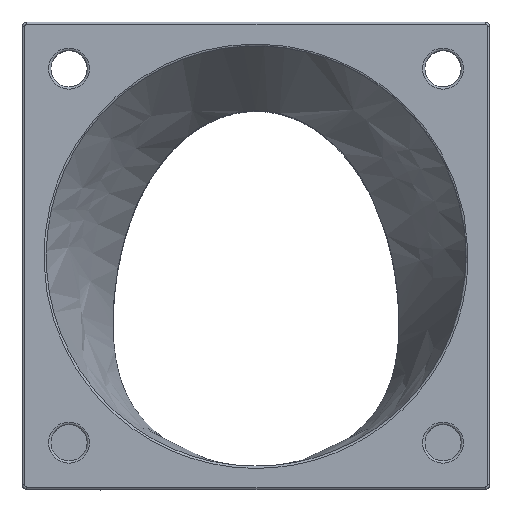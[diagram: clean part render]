
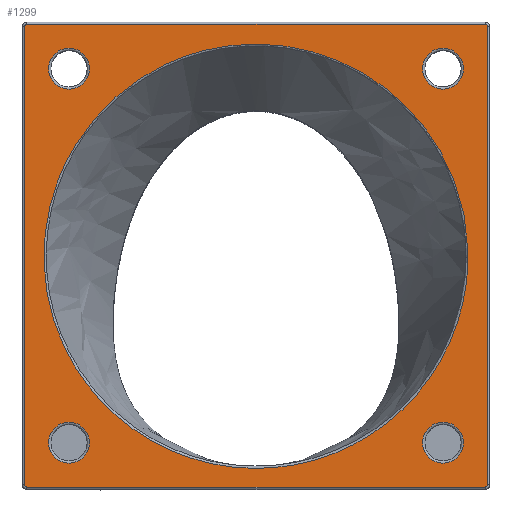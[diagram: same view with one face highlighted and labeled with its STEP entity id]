
A CAD part, top view. The second image highlights one B-rep face of the part: STEP entity #1299.
In plain terms, the highlighted planar face has unit normal (0, 0, 1).
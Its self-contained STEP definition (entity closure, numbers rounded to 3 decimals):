
#20=PLANE('',#1448);
#75=FACE_BOUND('',#328,.T.);
#76=FACE_BOUND('',#329,.T.);
#77=FACE_BOUND('',#330,.T.);
#78=FACE_BOUND('',#331,.T.);
#79=FACE_BOUND('',#332,.T.);
#97=LINE('',#2893,#145);
#104=LINE('',#3420,#152);
#106=LINE('',#3423,#154);
#107=LINE('',#3425,#155);
#145=VECTOR('',#1636,10.);
#152=VECTOR('',#1731,10.);
#154=VECTOR('',#1735,10.);
#155=VECTOR('',#1738,10.);
#240=FACE_OUTER_BOUND('',#327,.T.);
#327=EDGE_LOOP('',(#1105,#1106,#1107,#1108,#1109,#1110,#1111,#1112));
#328=EDGE_LOOP('',(#1113));
#329=EDGE_LOOP('',(#1114));
#330=EDGE_LOOP('',(#1115));
#331=EDGE_LOOP('',(#1116));
#332=EDGE_LOOP('',(#1117));
#384=B_SPLINE_CURVE_WITH_KNOTS('',3,(#2924,#2925,#2926,#2927,#2928),
 .UNSPECIFIED.,.F.,.F.,(4,1,4),(-0.031,-0.016,
0.),.UNSPECIFIED.);
#387=B_SPLINE_CURVE_WITH_KNOTS('',3,(#2968,#2969,#2970,#2971,#2972),
 .UNSPECIFIED.,.F.,.F.,(4,1,4),(0.,0.016,0.031),
 .UNSPECIFIED.);
#403=B_SPLINE_CURVE_WITH_KNOTS('',3,(#3429,#3430,#3431,#3432,#3433,#3434,
#3435,#3436,#3437,#3438,#3439,#3440,#3441,#3442,#3443,#3444,#3445),
 .UNSPECIFIED.,.T.,.F.,(4,1,1,1,1,1,1,1,1,1,1,1,1,1,4),(-3.233,
-2.785,-2.336,-1.737,-1.438,
-0.84,-0.541,0.058,0.357,
0.955,1.255,1.703,2.152,2.601,
3.05),.UNSPECIFIED.);
#413=CIRCLE('',#1341,0.2);
#419=CIRCLE('',#1347,0.2);
#486=CIRCLE('',#1449,1.75);
#487=CIRCLE('',#1450,1.75);
#488=CIRCLE('',#1451,1.75);
#489=CIRCLE('',#1452,1.75);
#518=VERTEX_POINT('',#2479);
#519=VERTEX_POINT('',#2481);
#521=VERTEX_POINT('',#2495);
#524=VERTEX_POINT('',#2500);
#570=VERTEX_POINT('',#2892);
#572=VERTEX_POINT('',#2921);
#573=VERTEX_POINT('',#2923);
#574=VERTEX_POINT('',#2960);
#599=VERTEX_POINT('',#3428);
#600=VERTEX_POINT('',#3446);
#601=VERTEX_POINT('',#3448);
#602=VERTEX_POINT('',#3450);
#603=VERTEX_POINT('',#3452);
#641=EDGE_CURVE('',#518,#519,#413,.T.);
#647=EDGE_CURVE('',#524,#521,#419,.T.);
#718=EDGE_CURVE('',#521,#570,#97,.T.);
#721=EDGE_CURVE('',#572,#573,#384,.T.);
#726=EDGE_CURVE('',#570,#574,#387,.T.);
#774=EDGE_CURVE('',#519,#524,#104,.T.);
#776=EDGE_CURVE('',#573,#518,#106,.T.);
#777=EDGE_CURVE('',#574,#572,#107,.T.);
#778=EDGE_CURVE('',#599,#599,#403,.T.);
#779=EDGE_CURVE('',#600,#600,#486,.T.);
#780=EDGE_CURVE('',#601,#601,#487,.T.);
#781=EDGE_CURVE('',#602,#602,#488,.T.);
#782=EDGE_CURVE('',#603,#603,#489,.T.);
#1105=ORIENTED_EDGE('',*,*,#641,.F.);
#1106=ORIENTED_EDGE('',*,*,#776,.F.);
#1107=ORIENTED_EDGE('',*,*,#721,.F.);
#1108=ORIENTED_EDGE('',*,*,#777,.F.);
#1109=ORIENTED_EDGE('',*,*,#726,.F.);
#1110=ORIENTED_EDGE('',*,*,#718,.F.);
#1111=ORIENTED_EDGE('',*,*,#647,.F.);
#1112=ORIENTED_EDGE('',*,*,#774,.F.);
#1113=ORIENTED_EDGE('',*,*,#778,.F.);
#1114=ORIENTED_EDGE('',*,*,#779,.F.);
#1115=ORIENTED_EDGE('',*,*,#780,.F.);
#1116=ORIENTED_EDGE('',*,*,#781,.F.);
#1117=ORIENTED_EDGE('',*,*,#782,.F.);
#1299=ADVANCED_FACE('',(#240,#75,#76,#77,#78,#79),#20,.T.);
#1341=AXIS2_PLACEMENT_3D('',#2482,#1500,#1501);
#1347=AXIS2_PLACEMENT_3D('',#2502,#1512,#1513);
#1448=AXIS2_PLACEMENT_3D('',#3427,#1741,#1742);
#1449=AXIS2_PLACEMENT_3D('',#3447,#1743,#1744);
#1450=AXIS2_PLACEMENT_3D('',#3449,#1745,#1746);
#1451=AXIS2_PLACEMENT_3D('',#3451,#1747,#1748);
#1452=AXIS2_PLACEMENT_3D('',#3453,#1749,#1750);
#1500=DIRECTION('center_axis',(0.,0.,-1.));
#1501=DIRECTION('ref_axis',(0.707,-0.707,0.));
#1512=DIRECTION('center_axis',(0.,0.,-1.));
#1513=DIRECTION('ref_axis',(-0.707,-0.707,0.));
#1636=DIRECTION('',(0.,1.,0.));
#1731=DIRECTION('',(-1.,0.,0.));
#1735=DIRECTION('',(0.,-1.,0.));
#1738=DIRECTION('',(1.,0.,0.));
#1741=DIRECTION('center_axis',(0.,0.,1.));
#1742=DIRECTION('ref_axis',(1.,0.,0.));
#1743=DIRECTION('center_axis',(0.,0.,1.));
#1744=DIRECTION('ref_axis',(1.,0.,0.));
#1745=DIRECTION('center_axis',(0.,0.,1.));
#1746=DIRECTION('ref_axis',(1.,0.,0.));
#1747=DIRECTION('center_axis',(0.,0.,1.));
#1748=DIRECTION('ref_axis',(1.,0.,0.));
#1749=DIRECTION('center_axis',(0.,0.,1.));
#1750=DIRECTION('ref_axis',(1.,0.,0.));
#2479=CARTESIAN_POINT('',(19.8,0.4,22.));
#2481=CARTESIAN_POINT('',(19.6,0.2,22.));
#2482=CARTESIAN_POINT('Origin',(19.6,0.4,22.));
#2495=CARTESIAN_POINT('',(-19.8,0.4,22.));
#2500=CARTESIAN_POINT('',(-19.6,0.2,22.));
#2502=CARTESIAN_POINT('Origin',(-19.6,0.4,22.));
#2892=CARTESIAN_POINT('',(-19.8,39.597,22.));
#2893=CARTESIAN_POINT('',(-19.8,0.,22.));
#2921=CARTESIAN_POINT('',(19.6,39.797,22.));
#2923=CARTESIAN_POINT('',(19.8,39.597,22.));
#2924=CARTESIAN_POINT('Ctrl Pts',(19.6,39.797,22.));
#2925=CARTESIAN_POINT('Ctrl Pts',(19.652,39.797,22.));
#2926=CARTESIAN_POINT('Ctrl Pts',(19.757,39.754,22.));
#2927=CARTESIAN_POINT('Ctrl Pts',(19.8,39.649,22.));
#2928=CARTESIAN_POINT('Ctrl Pts',(19.8,39.597,22.));
#2960=CARTESIAN_POINT('',(-19.6,39.797,22.));
#2968=CARTESIAN_POINT('Ctrl Pts',(-19.8,39.597,22.));
#2969=CARTESIAN_POINT('Ctrl Pts',(-19.8,39.649,22.));
#2970=CARTESIAN_POINT('Ctrl Pts',(-19.757,39.754,22.));
#2971=CARTESIAN_POINT('Ctrl Pts',(-19.652,39.797,22.));
#2972=CARTESIAN_POINT('Ctrl Pts',(-19.6,39.797,22.));
#3420=CARTESIAN_POINT('',(-10.,0.2,22.));
#3423=CARTESIAN_POINT('',(19.8,0.,22.));
#3425=CARTESIAN_POINT('',(-10.,39.797,22.));
#3427=CARTESIAN_POINT('Origin',(-20.,0.,22.));
#3428=CARTESIAN_POINT('',(18.139,20.386,22.));
#3429=CARTESIAN_POINT('Ctrl Pts',(18.139,20.386,22.));
#3430=CARTESIAN_POINT('Ctrl Pts',(18.074,23.1,22.));
#3431=CARTESIAN_POINT('Ctrl Pts',(16.708,28.491,22.));
#3432=CARTESIAN_POINT('Ctrl Pts',(10.753,35.632,22.));
#3433=CARTESIAN_POINT('Ctrl Pts',(2.767,38.544,22.));
#3434=CARTESIAN_POINT('Ctrl Pts',(-6.359,37.64,22.));
#3435=CARTESIAN_POINT('Ctrl Pts',(-12.801,33.706,22.));
#3436=CARTESIAN_POINT('Ctrl Pts',(-17.784,26.007,22.));
#3437=CARTESIAN_POINT('Ctrl Pts',(-18.731,18.518,22.));
#3438=CARTESIAN_POINT('Ctrl Pts',(-15.821,9.82,22.));
#3439=CARTESIAN_POINT('Ctrl Pts',(-10.555,4.406,22.));
#3440=CARTESIAN_POINT('Ctrl Pts',(-2.806,1.581,22.));
#3441=CARTESIAN_POINT('Ctrl Pts',(4.609,1.753,22.));
#3442=CARTESIAN_POINT('Ctrl Pts',(12.049,5.562,22.));
#3443=CARTESIAN_POINT('Ctrl Pts',(17.095,12.215,22.));
#3444=CARTESIAN_POINT('Ctrl Pts',(18.204,17.672,22.));
#3445=CARTESIAN_POINT('Ctrl Pts',(18.139,20.386,22.));
#3446=CARTESIAN_POINT('',(-14.25,4.,22.));
#3447=CARTESIAN_POINT('Origin',(-16.,4.,22.));
#3448=CARTESIAN_POINT('',(17.75,36.,22.));
#3449=CARTESIAN_POINT('Origin',(16.,36.,22.));
#3450=CARTESIAN_POINT('',(-14.25,36.,22.));
#3451=CARTESIAN_POINT('Origin',(-16.,36.,22.));
#3452=CARTESIAN_POINT('',(17.75,4.,22.));
#3453=CARTESIAN_POINT('Origin',(16.,4.,22.));
